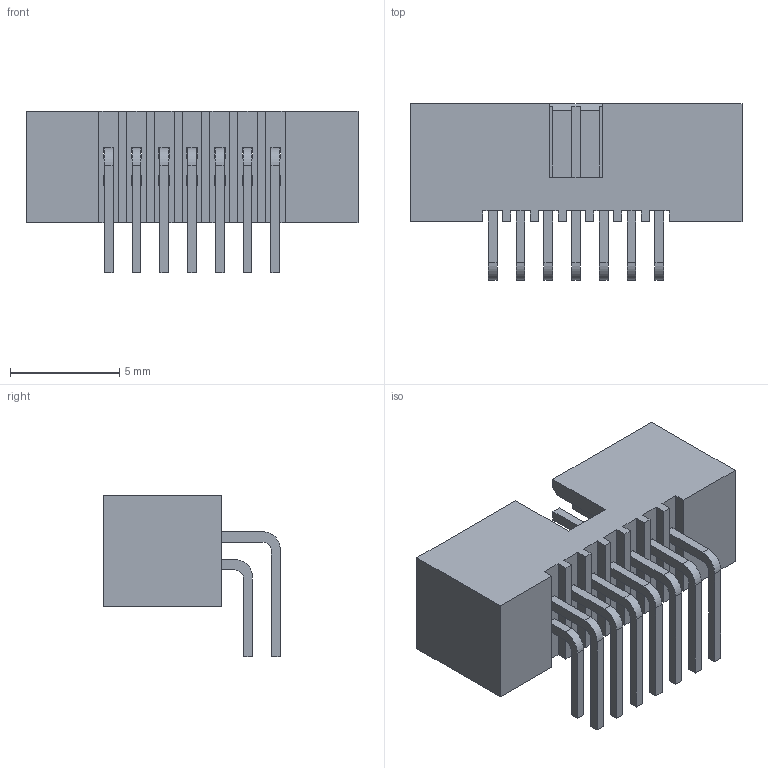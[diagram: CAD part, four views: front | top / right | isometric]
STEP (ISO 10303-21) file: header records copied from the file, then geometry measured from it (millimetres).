
FILE_DESCRIPTION((''),'2;1');
FILE_NAME('20021522-00014XXLFC','2009-07-21T',('KaBabu'),('FCI - ELX Division'),'PRO/ENGINEER BY PARAMETRIC TECHNOLOGY CORPORATION, 2008010','PRO/ENGINEER BY PARAMETRIC TECHNOLOGY CORPORATION, 2008010','');
FILE_SCHEMA(('CONFIG_CONTROL_DESIGN'));
Length unit declared in the file: millimetre
Products named in the file (1): 20021522-00014XXLFC
Bounding box: 15.19 x 8.07 x 7.4 mm (x, y, z)
Volume: 251.6 mm3; surface area: 787.1 mm2
Topology: 1 solids, 1 shells, 299 faces, 859 edges, 534 vertices
Faces by surface type: plane 271, cylinder 28
Entity records: 9635 total; most frequent: ORIENTED_EDGE 1718, CARTESIAN_POINT 1693, DIRECTION 1515, EDGE_CURVE 859, VECTOR 803, LINE 803, VERTEX_POINT 534, AXIS2_PLACEMENT_3D 356
